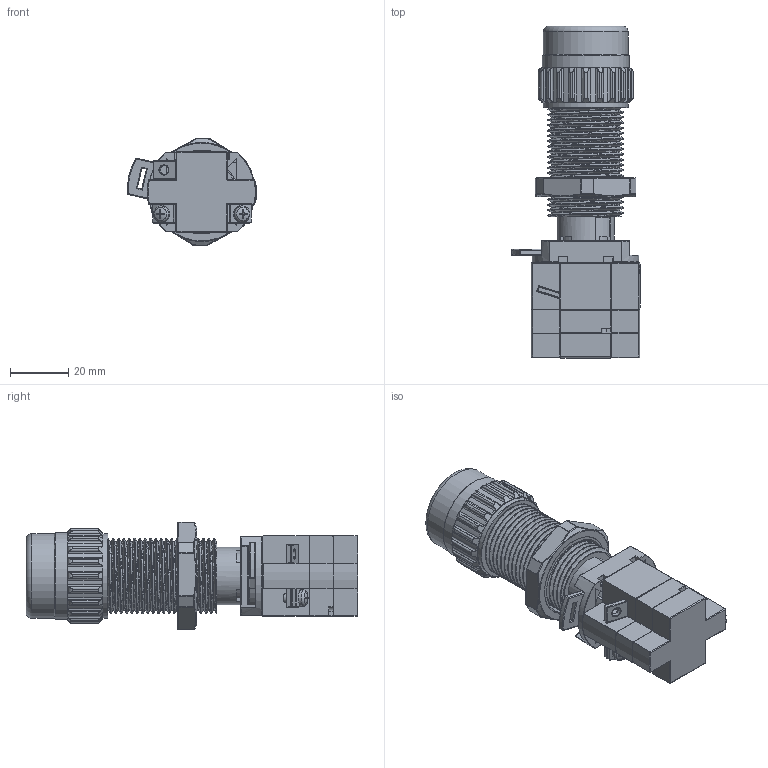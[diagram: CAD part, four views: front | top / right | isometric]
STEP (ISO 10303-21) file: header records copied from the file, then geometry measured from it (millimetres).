
FILE_DESCRIPTION(/* description */ (''),/* implementation_level */ '2;1');
FILE_NAME(/* name */ 'KIL_GZB3-G24.stp',/* time_stamp */ '2019-10-15T14:38:30-05:00',/* author */ ('kadelman'),/* organization */ (''),/* preprocessor_version */ 'ST-DEVELOPER v16.13',/* originating_system */ 'Autodesk Inventor 2018',/* authorisation */ '');
FILE_SCHEMA (('AUTOMOTIVE_DESIGN { 1 0 10303 214 3 1 1 }'));
Products named in the file (19): GZB3-G24; CORPO COOPER; ANEL 34NPSM; AR29 P VIDEO; ACOPLA L SG rev; 145; LC240; LC240_1; GAIOLA_2; GAIOLA PART 2; GAIOLA PART 1; DIN EN ISO 7045 H M3 x 6 - 4.8 - H; MOLDURA 3 NOVA; CANOPLAVM1_CPY_GRN; SGE-LEDXVD03; BASE LED; CAPA LED BOTAO LUMINOSO 120 GRN; 1000-101-GPF_GPD; PART. LED
Assembly tree (19 placements, depth 4):
  GZB3-G24
    CORPO COOPER
    ANEL 34NPSM
    AR29 P VIDEO
    ACOPLA L SG rev
    145
    LC240
      LC240_1
      GAIOLA_2
        GAIOLA PART 2
        GAIOLA PART 1
      DIN EN ISO 7045 H M3 x 6 - 4.8 - H  x2
    MOLDURA 3 NOVA
    CANOPLAVM1_CPY_GRN
    SGE-LEDXVD03
      BASE LED
      CAPA LED BOTAO LUMINOSO 120 GRN
      1000-101-GPF_GPD
      PART. LED
Bounding box: 44.12 x 113.63 x 36.87 mm (x, y, z)
Volume: 55765.3 mm3; surface area: 51578.7 mm2
Topology: 23 solids, 24 shells, 1708 faces, 4463 edges, 2840 vertices
Faces by surface type: plane 675, cylinder 489, bspline 343, torus 110, cone 46, sphere 45
Full cylindrical faces by diameter (mm): 1.48 x1, 1.5 x1, 1.505 x1, 1.525 x1, 2.729 x2, 3 x4, 3.2 x3, 4.5 x1, 5 x4, 5.4 x3, 5.5 x1, 6 x1, 6.2 x1, 8 x1, 8.85 x1, 8.98 x1, 9 x1, 9.525 x1, 14.517 x2, 15 x1, 16 x2, 17.483 x2, 19.5 x1, 20 x1, 20.635 x1, 22 x1, 22.517 x2, 23 x1, 23.31 x2, 23.6 x1
Entity records: 102928 total; most frequent: CARTESIAN_POINT 62688, ORIENTED_EDGE 8414, DIRECTION 7314, EDGE_CURVE 4207, VERTEX_POINT 2738, AXIS2_PLACEMENT_3D 2687, LINE 1940, VECTOR 1940
